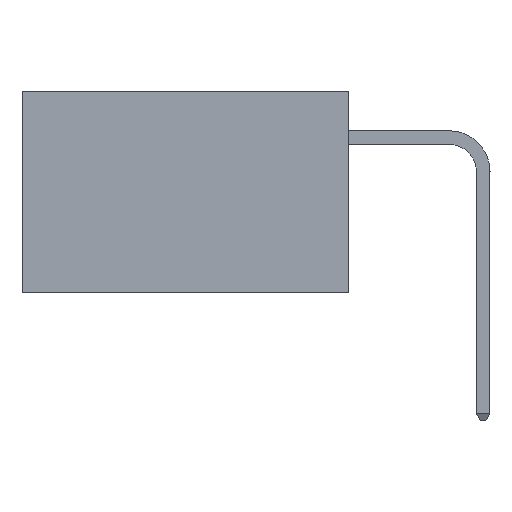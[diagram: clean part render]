
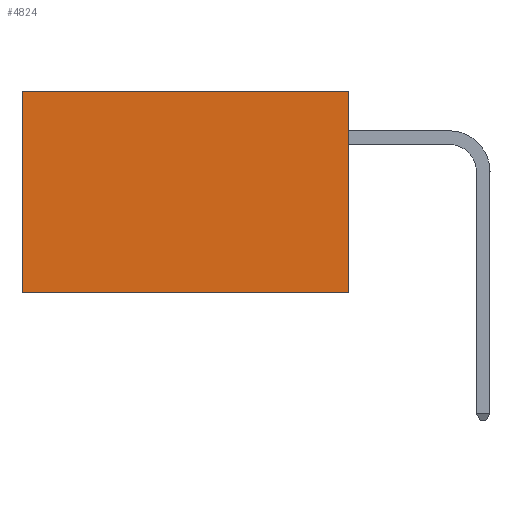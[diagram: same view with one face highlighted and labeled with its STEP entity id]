
A CAD part, left-side view. The second image highlights one B-rep face of the part: STEP entity #4824.
In plain terms, the highlighted planar face has unit normal (-1, 0, 0).
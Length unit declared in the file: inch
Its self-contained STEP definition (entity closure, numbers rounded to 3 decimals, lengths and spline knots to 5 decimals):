
#1107 = LINE ( 'NONE', #10149, #13667 ) ;
#3720 = VECTOR ( 'NONE', #21598, 39.37008 ) ;
#4168 = VECTOR ( 'NONE', #14944, 39.37008 ) ;
#4743 = DIRECTION ( 'NONE',  ( 1., 0., 0. ) ) ;
#4824 = ADVANCED_FACE ( 'NONE', ( #18178 ), #10501, .F. ) ;
#5396 = VERTEX_POINT ( 'NONE', #37046 ) ;
#6612 = VERTEX_POINT ( 'NONE', #28045 ) ;
#10023 = CARTESIAN_POINT ( 'NONE',  ( 0.2875, 0., 0. ) ) ;
#10149 = CARTESIAN_POINT ( 'NONE',  ( 0.2875, 0., -0.37 ) ) ;
#10501 = PLANE ( 'NONE',  #36426 ) ;
#11856 = EDGE_CURVE ( 'NONE', #6612, #18910, #27603, .T. ) ;
#13115 = CARTESIAN_POINT ( 'NONE',  ( 0.2875, 0., 0. ) ) ;
#13662 = DIRECTION ( 'NONE',  ( 0., 0., -1. ) ) ;
#13667 = VECTOR ( 'NONE', #38518, 39.37008 ) ;
#14944 = DIRECTION ( 'NONE',  ( 0., 0., -1. ) ) ;
#18178 = FACE_OUTER_BOUND ( 'NONE', #31088, .T. ) ;
#18757 = VERTEX_POINT ( 'NONE', #29359 ) ;
#18778 = DIRECTION ( 'NONE',  ( 0., 1., 0. ) ) ;
#18910 = VERTEX_POINT ( 'NONE', #30665 ) ;
#19142 = LINE ( 'NONE', #35741, #4168 ) ;
#20862 = LINE ( 'NONE', #10023, #24137 ) ;
#21598 = DIRECTION ( 'NONE',  ( 0., 0., -1. ) ) ;
#22530 = ORIENTED_EDGE ( 'NONE', *, *, #38194, .F. ) ;
#23591 = EDGE_CURVE ( 'NONE', #6612, #18757, #20862, .T. ) ;
#24137 = VECTOR ( 'NONE', #18778, 39.37008 ) ;
#25833 = EDGE_CURVE ( 'NONE', #18757, #5396, #19142, .T. ) ;
#27603 = LINE ( 'NONE', #13115, #3720 ) ;
#28045 = CARTESIAN_POINT ( 'NONE',  ( 0.2875, 0., 0. ) ) ;
#29359 = CARTESIAN_POINT ( 'NONE',  ( 0.2875, 0.6, 0. ) ) ;
#30665 = CARTESIAN_POINT ( 'NONE',  ( 0.2875, 0., -0.37 ) ) ;
#30683 = ORIENTED_EDGE ( 'NONE', *, *, #25833, .T. ) ;
#31088 = EDGE_LOOP ( 'NONE', ( #30683, #22530, #32143, #32222 ) ) ;
#31414 = CARTESIAN_POINT ( 'NONE',  ( 0.2875, 0., 0. ) ) ;
#32143 = ORIENTED_EDGE ( 'NONE', *, *, #11856, .F. ) ;
#32222 = ORIENTED_EDGE ( 'NONE', *, *, #23591, .T. ) ;
#35741 = CARTESIAN_POINT ( 'NONE',  ( 0.2875, 0.6, 0. ) ) ;
#36426 = AXIS2_PLACEMENT_3D ( 'NONE', #31414, #4743, #13662 ) ;
#37046 = CARTESIAN_POINT ( 'NONE',  ( 0.2875, 0.6, -0.37 ) ) ;
#38194 = EDGE_CURVE ( 'NONE', #18910, #5396, #1107, .T. ) ;
#38518 = DIRECTION ( 'NONE',  ( 0., 1., 0. ) ) ;
